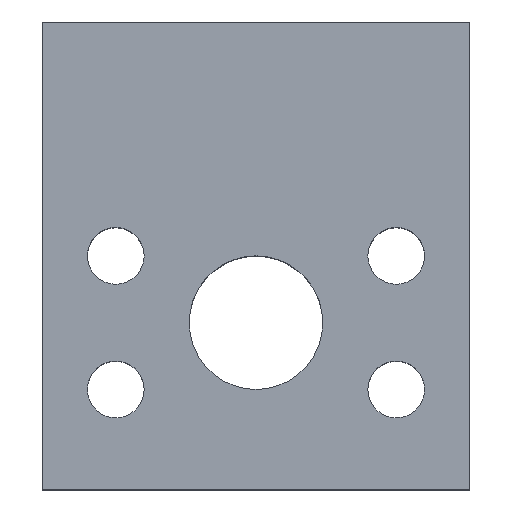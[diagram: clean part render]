
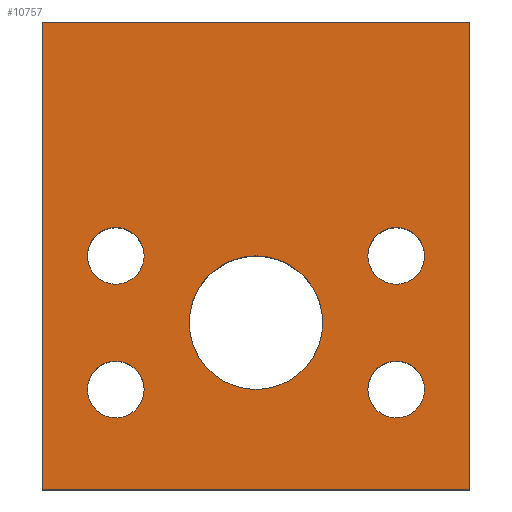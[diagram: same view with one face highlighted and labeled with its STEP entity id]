
A CAD part, top view. The second image highlights one B-rep face of the part: STEP entity #10757.
In plain terms, the highlighted planar face has unit normal (0, 0, 1).
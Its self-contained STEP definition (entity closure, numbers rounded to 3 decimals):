
#73=CIRCLE('',#11088,6.744);
#75=CIRCLE('',#11091,6.744);
#77=CIRCLE('',#11094,6.744);
#79=CIRCLE('',#11097,6.744);
#81=CIRCLE('',#11100,15.875);
#201=FACE_BOUND('',#1895,.T.);
#202=FACE_BOUND('',#1896,.T.);
#203=FACE_BOUND('',#1897,.T.);
#204=FACE_BOUND('',#1898,.T.);
#205=FACE_BOUND('',#1899,.T.);
#1286=FACE_OUTER_BOUND('',#1894,.T.);
#1894=EDGE_LOOP('',(#9399,#9400,#9401,#9402));
#1895=EDGE_LOOP('',(#9403));
#1896=EDGE_LOOP('',(#9404));
#1897=EDGE_LOOP('',(#9405));
#1898=EDGE_LOOP('',(#9406));
#1899=EDGE_LOOP('',(#9407));
#2441=LINE('',#16829,#3486);
#2942=LINE('',#18567,#3987);
#2944=LINE('',#18571,#3989);
#2946=LINE('',#18574,#3991);
#3486=VECTOR('',#12065,10.);
#3987=VECTOR('',#13164,10.);
#3989=VECTOR('',#13168,10.);
#3991=VECTOR('',#13172,10.);
#4552=VERTEX_POINT('',#16826);
#4553=VERTEX_POINT('',#16828);
#4882=VERTEX_POINT('',#18120);
#4884=VERTEX_POINT('',#18126);
#4886=VERTEX_POINT('',#18132);
#4888=VERTEX_POINT('',#18138);
#4890=VERTEX_POINT('',#18144);
#4968=VERTEX_POINT('',#18566);
#4969=VERTEX_POINT('',#18570);
#5809=EDGE_CURVE('',#4553,#4552,#2441,.T.);
#6303=EDGE_CURVE('',#4882,#4882,#73,.T.);
#6306=EDGE_CURVE('',#4884,#4884,#75,.T.);
#6309=EDGE_CURVE('',#4886,#4886,#77,.T.);
#6312=EDGE_CURVE('',#4888,#4888,#79,.T.);
#6315=EDGE_CURVE('',#4890,#4890,#81,.T.);
#6445=EDGE_CURVE('',#4968,#4553,#2942,.T.);
#6447=EDGE_CURVE('',#4969,#4968,#2944,.T.);
#6449=EDGE_CURVE('',#4552,#4969,#2946,.T.);
#9399=ORIENTED_EDGE('',*,*,#5809,.T.);
#9400=ORIENTED_EDGE('',*,*,#6449,.T.);
#9401=ORIENTED_EDGE('',*,*,#6447,.T.);
#9402=ORIENTED_EDGE('',*,*,#6445,.T.);
#9403=ORIENTED_EDGE('',*,*,#6303,.T.);
#9404=ORIENTED_EDGE('',*,*,#6306,.T.);
#9405=ORIENTED_EDGE('',*,*,#6309,.T.);
#9406=ORIENTED_EDGE('',*,*,#6312,.T.);
#9407=ORIENTED_EDGE('',*,*,#6315,.T.);
#9734=PLANE('',#11226);
#10757=ADVANCED_FACE('',(#1286,#201,#202,#203,#204,#205),#9734,.T.);
#11088=AXIS2_PLACEMENT_3D('',#18122,#12841,#12842);
#11091=AXIS2_PLACEMENT_3D('',#18128,#12848,#12849);
#11094=AXIS2_PLACEMENT_3D('',#18134,#12855,#12856);
#11097=AXIS2_PLACEMENT_3D('',#18140,#12862,#12863);
#11100=AXIS2_PLACEMENT_3D('',#18146,#12869,#12870);
#11226=AXIS2_PLACEMENT_3D('',#18576,#13175,#13176);
#12065=DIRECTION('',(1.,0.,0.));
#12841=DIRECTION('center_axis',(0.,0.,-1.));
#12842=DIRECTION('ref_axis',(1.,0.,0.));
#12848=DIRECTION('center_axis',(0.,0.,-1.));
#12849=DIRECTION('ref_axis',(1.,0.,0.));
#12855=DIRECTION('center_axis',(0.,0.,-1.));
#12856=DIRECTION('ref_axis',(1.,0.,0.));
#12862=DIRECTION('center_axis',(0.,0.,-1.));
#12863=DIRECTION('ref_axis',(1.,0.,0.));
#12869=DIRECTION('center_axis',(0.,0.,-1.));
#12870=DIRECTION('ref_axis',(1.,0.,0.));
#13164=DIRECTION('',(0.,-1.,0.));
#13168=DIRECTION('',(-1.,0.,0.));
#13172=DIRECTION('',(0.,1.,0.));
#13175=DIRECTION('center_axis',(0.,0.,1.));
#13176=DIRECTION('ref_axis',(1.,0.,0.));
#16826=CARTESIAN_POINT('',(101.6,0.,50.8));
#16828=CARTESIAN_POINT('',(0.,0.,50.8));
#16829=CARTESIAN_POINT('',(0.,0.,50.8));
#18120=CARTESIAN_POINT('',(77.381,55.55,50.8));
#18122=CARTESIAN_POINT('Origin',(84.125,55.55,50.8));
#18126=CARTESIAN_POINT('',(10.732,23.8,50.8));
#18128=CARTESIAN_POINT('Origin',(17.475,23.8,50.8));
#18132=CARTESIAN_POINT('',(10.732,55.55,50.8));
#18134=CARTESIAN_POINT('Origin',(17.475,55.55,50.8));
#18138=CARTESIAN_POINT('',(77.381,23.8,50.8));
#18140=CARTESIAN_POINT('Origin',(84.125,23.8,50.8));
#18144=CARTESIAN_POINT('',(34.925,39.675,50.8));
#18146=CARTESIAN_POINT('Origin',(50.8,39.675,50.8));
#18566=CARTESIAN_POINT('',(0.,111.125,50.8));
#18567=CARTESIAN_POINT('',(0.,111.125,50.8));
#18570=CARTESIAN_POINT('',(101.6,111.125,50.8));
#18571=CARTESIAN_POINT('',(101.6,111.125,50.8));
#18574=CARTESIAN_POINT('',(101.6,0.,50.8));
#18576=CARTESIAN_POINT('Origin',(50.8,55.563,50.8));
